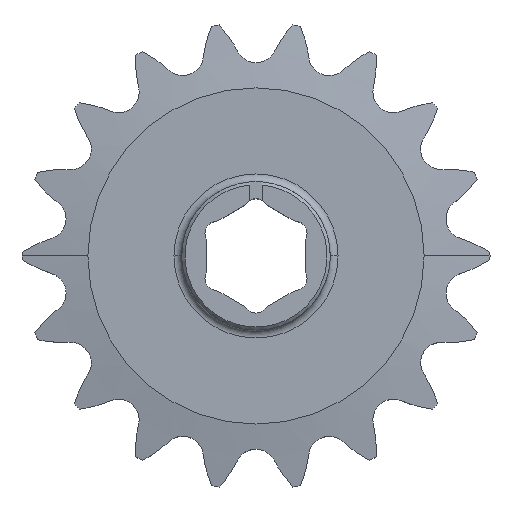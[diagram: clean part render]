
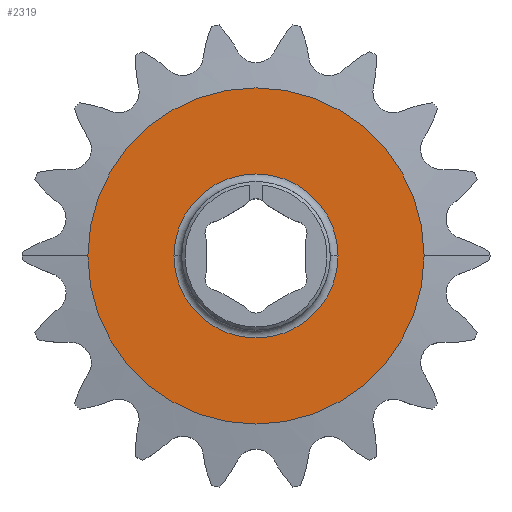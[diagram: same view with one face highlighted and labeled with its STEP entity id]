
A CAD part, top view. The second image highlights one B-rep face of the part: STEP entity #2319.
In plain terms, the highlighted planar face has unit normal (0, 0, 1).
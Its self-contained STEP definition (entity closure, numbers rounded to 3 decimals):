
#1 = DIRECTION ( 'NONE',  ( 1., 0., 0. ) ) ;
#45 = CARTESIAN_POINT ( 'NONE',  ( 0., 0., 2.381 ) ) ;
#244 = PLANE ( 'NONE',  #1490 ) ;
#307 = AXIS2_PLACEMENT_3D ( 'NONE', #4349, #2799, #724 ) ;
#563 = EDGE_CURVE ( 'NONE', #1824, #4631, #1784, .T. ) ;
#585 = FACE_OUTER_BOUND ( 'NONE', #3762, .T. ) ;
#686 = AXIS2_PLACEMENT_3D ( 'NONE', #2383, #1279, #4366 ) ;
#720 = CIRCLE ( 'NONE', #4195, 21.575 ) ;
#724 = DIRECTION ( 'NONE',  ( 1., 0., 0. ) ) ;
#740 = DIRECTION ( 'NONE',  ( 0., 0., -1. ) ) ;
#943 = CIRCLE ( 'NONE', #307, 21.575 ) ;
#1034 = ORIENTED_EDGE ( 'NONE', *, *, #563, .T. ) ;
#1101 = DIRECTION ( 'NONE',  ( 1., 0., 0. ) ) ;
#1279 = DIRECTION ( 'NONE',  ( 0., 0., -1. ) ) ;
#1490 = AXIS2_PLACEMENT_3D ( 'NONE', #4035, #2107, #3610 ) ;
#1618 = AXIS2_PLACEMENT_3D ( 'NONE', #2570, #740, #1 ) ;
#1759 = VERTEX_POINT ( 'NONE', #3511 ) ;
#1784 = CIRCLE ( 'NONE', #1618, 10.525 ) ;
#1824 = VERTEX_POINT ( 'NONE', #3260 ) ;
#1847 = CARTESIAN_POINT ( 'NONE',  ( -21.575, 0., 2.381 ) ) ;
#2107 = DIRECTION ( 'NONE',  ( 0., 0., 1. ) ) ;
#2137 = ORIENTED_EDGE ( 'NONE', *, *, #4628, .T. ) ;
#2319 = ADVANCED_FACE ( 'NONE', ( #3980, #585 ), #244, .T. ) ;
#2383 = CARTESIAN_POINT ( 'NONE',  ( 0., 0., 2.381 ) ) ;
#2570 = CARTESIAN_POINT ( 'NONE',  ( 0., 0., 2.381 ) ) ;
#2699 = EDGE_CURVE ( 'NONE', #4620, #1759, #720, .T. ) ;
#2799 = DIRECTION ( 'NONE',  ( 0., 0., 1. ) ) ;
#2910 = EDGE_LOOP ( 'NONE', ( #1034, #4387 ) ) ;
#3260 = CARTESIAN_POINT ( 'NONE',  ( 10.525, 0., 2.381 ) ) ;
#3346 = CARTESIAN_POINT ( 'NONE',  ( -10.525, 0., 2.381 ) ) ;
#3389 = DIRECTION ( 'NONE',  ( 0., 0., 1. ) ) ;
#3511 = CARTESIAN_POINT ( 'NONE',  ( 21.575, 0., 2.381 ) ) ;
#3528 = EDGE_CURVE ( 'NONE', #4631, #1824, #3701, .T. ) ;
#3610 = DIRECTION ( 'NONE',  ( 1., 0., 0. ) ) ;
#3701 = CIRCLE ( 'NONE', #686, 10.525 ) ;
#3762 = EDGE_LOOP ( 'NONE', ( #4849, #2137 ) ) ;
#3980 = FACE_BOUND ( 'NONE', #2910, .T. ) ;
#4035 = CARTESIAN_POINT ( 'NONE',  ( 0., 0., 2.381 ) ) ;
#4195 = AXIS2_PLACEMENT_3D ( 'NONE', #45, #3389, #1101 ) ;
#4349 = CARTESIAN_POINT ( 'NONE',  ( 0., 0., 2.381 ) ) ;
#4366 = DIRECTION ( 'NONE',  ( 1., 0., 0. ) ) ;
#4387 = ORIENTED_EDGE ( 'NONE', *, *, #3528, .T. ) ;
#4620 = VERTEX_POINT ( 'NONE', #1847 ) ;
#4628 = EDGE_CURVE ( 'NONE', #1759, #4620, #943, .T. ) ;
#4631 = VERTEX_POINT ( 'NONE', #3346 ) ;
#4849 = ORIENTED_EDGE ( 'NONE', *, *, #2699, .T. ) ;
